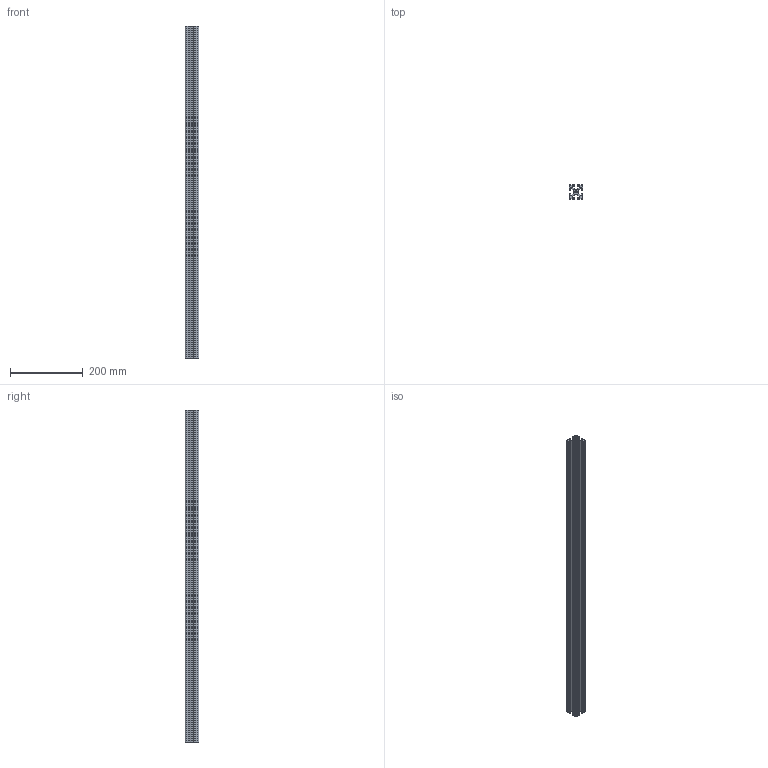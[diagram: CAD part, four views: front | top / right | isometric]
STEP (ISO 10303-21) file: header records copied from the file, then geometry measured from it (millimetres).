
FILE_DESCRIPTION (( 'STEP AP203' ), '1' );
FILE_NAME ('47065T415.step', '2015-02-20T21:05:02', ( '' ), ( '' ), 'SwSTEP 2.0', 'SolidWorks 2010', '' );
FILE_SCHEMA (( 'CONFIG_CONTROL_DESIGN' ));
Length unit declared in the file: inch
Products named in the file (1): 47065T415
Bounding box: 38.1 x 38.1 x 914.4 mm (x, y, z)
Volume: 680463.5 mm3; surface area: 308380.1 mm2
Topology: 1 solids, 1 shells, 134 faces, 396 edges, 264 vertices
Faces by surface type: cylinder 80, plane 54
Entity records: 4623 total; most frequent: DIRECTION 826, CARTESIAN_POINT 795, ORIENTED_EDGE 792, EDGE_CURVE 396, AXIS2_PLACEMENT_3D 295, VERTEX_POINT 264, VECTOR 236, LINE 236
